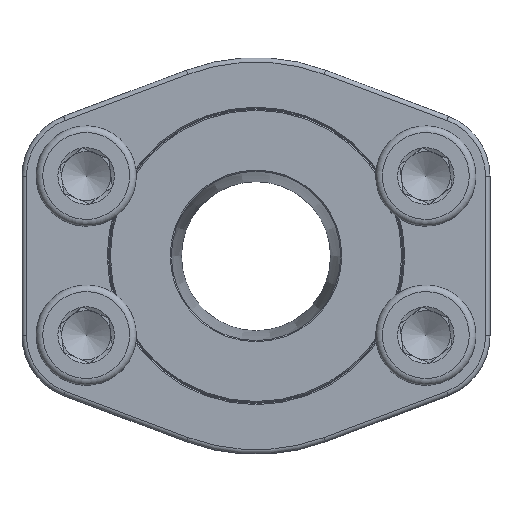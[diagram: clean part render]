
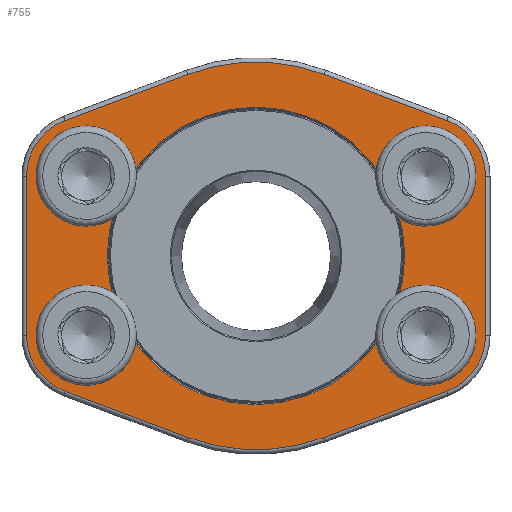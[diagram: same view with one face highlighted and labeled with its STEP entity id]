
A CAD part, top view. The second image highlights one B-rep face of the part: STEP entity #755.
In plain terms, the highlighted face is planar.
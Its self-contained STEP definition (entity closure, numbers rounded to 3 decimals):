
#371=LINE('',#3326,#431);
#372=LINE('',#3330,#432);
#373=LINE('',#3334,#433);
#374=LINE('',#3338,#434);
#375=LINE('',#3342,#435);
#376=LINE('',#3346,#436);
#431=VECTOR('',#2654,1.);
#432=VECTOR('',#2657,1.);
#433=VECTOR('',#2660,1.);
#434=VECTOR('',#2663,1.);
#435=VECTOR('',#2666,1.);
#436=VECTOR('',#2669,1.);
#630=FACE_BOUND('',#1026,.T.);
#631=FACE_BOUND('',#1027,.T.);
#632=FACE_BOUND('',#1028,.T.);
#633=FACE_BOUND('',#1029,.T.);
#634=FACE_BOUND('',#1030,.T.);
#635=FACE_BOUND('',#1031,.T.);
#755=ADVANCED_FACE('',(#630,#631,#632,#633,#634,#635),#831,.T.);
#831=PLANE('',#2184);
#1026=EDGE_LOOP('',(#1375,#1376,#1377,#1378,#1379,#1380,#1381,#1382,#1383,
#1384,#1385,#1386));
#1027=EDGE_LOOP('',(#1387));
#1028=EDGE_LOOP('',(#1388));
#1029=EDGE_LOOP('',(#1389));
#1030=EDGE_LOOP('',(#1390));
#1031=EDGE_LOOP('',(#1391));
#1375=ORIENTED_EDGE('',*,*,#1831,.T.);
#1376=ORIENTED_EDGE('',*,*,#1832,.T.);
#1377=ORIENTED_EDGE('',*,*,#1833,.T.);
#1378=ORIENTED_EDGE('',*,*,#1834,.T.);
#1379=ORIENTED_EDGE('',*,*,#1835,.T.);
#1380=ORIENTED_EDGE('',*,*,#1836,.T.);
#1381=ORIENTED_EDGE('',*,*,#1837,.T.);
#1382=ORIENTED_EDGE('',*,*,#1838,.T.);
#1383=ORIENTED_EDGE('',*,*,#1839,.T.);
#1384=ORIENTED_EDGE('',*,*,#1840,.T.);
#1385=ORIENTED_EDGE('',*,*,#1841,.T.);
#1386=ORIENTED_EDGE('',*,*,#1842,.T.);
#1387=ORIENTED_EDGE('',*,*,#1843,.T.);
#1388=ORIENTED_EDGE('',*,*,#1844,.T.);
#1389=ORIENTED_EDGE('',*,*,#1845,.T.);
#1390=ORIENTED_EDGE('',*,*,#1846,.T.);
#1391=ORIENTED_EDGE('',*,*,#1847,.T.);
#1639=VERTEX_POINT('',#3324);
#1640=VERTEX_POINT('',#3325);
#1641=VERTEX_POINT('',#3327);
#1642=VERTEX_POINT('',#3329);
#1643=VERTEX_POINT('',#3331);
#1644=VERTEX_POINT('',#3333);
#1645=VERTEX_POINT('',#3335);
#1646=VERTEX_POINT('',#3337);
#1647=VERTEX_POINT('',#3339);
#1648=VERTEX_POINT('',#3341);
#1649=VERTEX_POINT('',#3343);
#1650=VERTEX_POINT('',#3345);
#1651=VERTEX_POINT('',#3348);
#1652=VERTEX_POINT('',#3350);
#1653=VERTEX_POINT('',#3352);
#1654=VERTEX_POINT('',#3354);
#1655=VERTEX_POINT('',#3356);
#1831=EDGE_CURVE('',#1639,#1640,#1963,.T.);
#1832=EDGE_CURVE('',#1640,#1641,#371,.T.);
#1833=EDGE_CURVE('',#1641,#1642,#1964,.T.);
#1834=EDGE_CURVE('',#1642,#1643,#372,.T.);
#1835=EDGE_CURVE('',#1643,#1644,#1965,.T.);
#1836=EDGE_CURVE('',#1644,#1645,#373,.T.);
#1837=EDGE_CURVE('',#1645,#1646,#1966,.T.);
#1838=EDGE_CURVE('',#1646,#1647,#374,.T.);
#1839=EDGE_CURVE('',#1647,#1648,#1967,.T.);
#1840=EDGE_CURVE('',#1648,#1649,#375,.T.);
#1841=EDGE_CURVE('',#1649,#1650,#1968,.T.);
#1842=EDGE_CURVE('',#1650,#1639,#376,.T.);
#1843=EDGE_CURVE('',#1651,#1651,#1969,.T.);
#1844=EDGE_CURVE('',#1652,#1652,#1970,.T.);
#1845=EDGE_CURVE('',#1653,#1653,#1971,.T.);
#1846=EDGE_CURVE('',#1654,#1654,#1972,.T.);
#1847=EDGE_CURVE('',#1655,#1655,#1973,.T.);
#1963=CIRCLE('',#2173,87.);
#1964=CIRCLE('',#2174,26.8);
#1965=CIRCLE('',#2175,26.8);
#1966=CIRCLE('',#2176,87.);
#1967=CIRCLE('',#2177,26.8);
#1968=CIRCLE('',#2178,26.8);
#1969=CIRCLE('',#2179,66.75);
#1970=CIRCLE('',#2180,17.2);
#1971=CIRCLE('',#2181,17.2);
#1972=CIRCLE('',#2182,17.2);
#1973=CIRCLE('',#2183,17.2);
#2173=AXIS2_PLACEMENT_3D('',#3323,#2652,#2653);
#2174=AXIS2_PLACEMENT_3D('',#3328,#2655,#2656);
#2175=AXIS2_PLACEMENT_3D('',#3332,#2658,#2659);
#2176=AXIS2_PLACEMENT_3D('',#3336,#2661,#2662);
#2177=AXIS2_PLACEMENT_3D('',#3340,#2664,#2665);
#2178=AXIS2_PLACEMENT_3D('',#3344,#2667,#2668);
#2179=AXIS2_PLACEMENT_3D('',#3347,#2670,#2671);
#2180=AXIS2_PLACEMENT_3D('',#3349,#2672,#2673);
#2181=AXIS2_PLACEMENT_3D('',#3351,#2674,#2675);
#2182=AXIS2_PLACEMENT_3D('',#3353,#2676,#2677);
#2183=AXIS2_PLACEMENT_3D('',#3355,#2678,#2679);
#2184=AXIS2_PLACEMENT_3D('',#3357,#2680,#2681);
#2652=DIRECTION('',(0.,0.,-1.));
#2653=DIRECTION('',(-1.,0.,0.));
#2654=DIRECTION('',(0.936,-0.351,0.));
#2655=DIRECTION('',(0.,0.,-1.));
#2656=DIRECTION('',(-1.,0.,0.));
#2657=DIRECTION('',(0.,-1.,0.));
#2658=DIRECTION('',(0.,0.,-1.));
#2659=DIRECTION('',(-1.,0.,0.));
#2660=DIRECTION('',(-0.936,-0.351,0.));
#2661=DIRECTION('',(0.,0.,-1.));
#2662=DIRECTION('',(-1.,0.,0.));
#2663=DIRECTION('',(-0.936,0.351,0.));
#2664=DIRECTION('',(0.,0.,-1.));
#2665=DIRECTION('',(-1.,0.,0.));
#2666=DIRECTION('',(0.,1.,0.));
#2667=DIRECTION('',(0.,0.,-1.));
#2668=DIRECTION('',(-1.,0.,0.));
#2669=DIRECTION('',(0.936,0.351,0.));
#2670=DIRECTION('',(0.,0.,1.));
#2671=DIRECTION('',(-1.,0.,0.));
#2672=DIRECTION('',(0.,0.,1.));
#2673=DIRECTION('',(-1.,0.,0.));
#2674=DIRECTION('',(0.,0.,1.));
#2675=DIRECTION('',(-1.,0.,0.));
#2676=DIRECTION('',(0.,0.,1.));
#2677=DIRECTION('',(-1.,0.,0.));
#2678=DIRECTION('',(0.,0.,1.));
#2679=DIRECTION('',(-1.,0.,0.));
#2680=DIRECTION('',(0.,0.,-1.));
#2681=DIRECTION('',(-1.,0.,0.));
#3323=CARTESIAN_POINT('',(0.,0.,0.));
#3324=CARTESIAN_POINT('',(-30.572,81.452,0.));
#3325=CARTESIAN_POINT('',(30.572,81.452,0.));
#3326=CARTESIAN_POINT('',(109.107,51.974,0.));
#3327=CARTESIAN_POINT('',(85.618,60.791,0.));
#3328=CARTESIAN_POINT('',(76.2,35.7,0.));
#3329=CARTESIAN_POINT('',(103.,35.7,0.));
#3330=CARTESIAN_POINT('',(103.,-35.7,0.));
#3331=CARTESIAN_POINT('',(103.,-35.7,0.));
#3332=CARTESIAN_POINT('',(76.2,-35.7,0.));
#3333=CARTESIAN_POINT('',(85.618,-60.791,0.));
#3334=CARTESIAN_POINT('',(85.618,-60.791,0.));
#3335=CARTESIAN_POINT('',(30.572,-81.452,0.));
#3336=CARTESIAN_POINT('',(0.,0.,0.));
#3337=CARTESIAN_POINT('',(-30.572,-81.452,0.));
#3338=CARTESIAN_POINT('',(47.964,-110.929,0.));
#3339=CARTESIAN_POINT('',(-85.618,-60.791,0.));
#3340=CARTESIAN_POINT('',(-76.2,-35.7,0.));
#3341=CARTESIAN_POINT('',(-103.,-35.7,0.));
#3342=CARTESIAN_POINT('',(-103.,-35.7,0.));
#3343=CARTESIAN_POINT('',(-103.,35.7,0.));
#3344=CARTESIAN_POINT('',(-76.2,35.7,0.));
#3345=CARTESIAN_POINT('',(-85.618,60.791,0.));
#3346=CARTESIAN_POINT('',(24.474,102.112,0.));
#3347=CARTESIAN_POINT('',(0.,0.,0.));
#3348=CARTESIAN_POINT('',(-66.75,0.,0.));
#3349=CARTESIAN_POINT('',(-76.2,-35.7,0.));
#3350=CARTESIAN_POINT('',(-93.4,-35.7,0.));
#3351=CARTESIAN_POINT('',(-76.2,35.7,0.));
#3352=CARTESIAN_POINT('',(-93.4,35.7,0.));
#3353=CARTESIAN_POINT('',(76.2,-35.7,0.));
#3354=CARTESIAN_POINT('',(59.,-35.7,0.));
#3355=CARTESIAN_POINT('',(76.2,35.7,0.));
#3356=CARTESIAN_POINT('',(59.,35.7,0.));
#3357=CARTESIAN_POINT('',(76.2,-35.7,0.));
